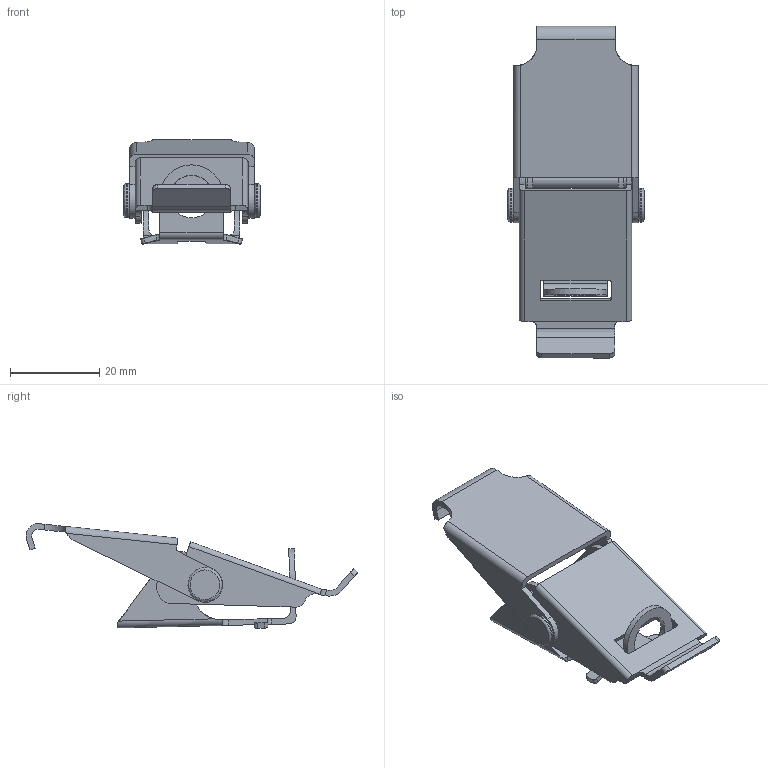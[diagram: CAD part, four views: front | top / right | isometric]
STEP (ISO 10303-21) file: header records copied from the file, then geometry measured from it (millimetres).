
FILE_DESCRIPTION (( 'STEP AP214' ), '1' );
FILE_NAME ('FRHPLKIT.STEP', '2020-10-06T14:57:58', ( '' ), ( '' ), 'SwSTEP 2.0', 'SolidWorks 2019', '' );
FILE_SCHEMA (( 'AUTOMOTIVE_DESIGN' ));
Length unit declared in the file: inch
Products named in the file (1): FRHPLKIT
Bounding box: 30.48 x 74.23 x 23.4 mm (x, y, z)
Volume: 5462.6 mm3; surface area: 9308.5 mm2
Topology: 5 solids, 5 shells, 158 faces, 423 edges, 279 vertices
Faces by surface type: plane 83, cylinder 68, bspline 4, cone 3
Full cylindrical faces by diameter (mm): 3.175 x1, 3.429 x9, 3.81 x1, 4.191 x1, 7.62 x2, 9.525 x1
Entity records: 5356 total; most frequent: CARTESIAN_POINT 1371, DIRECTION 806, ORIENTED_EDGE 786, EDGE_CURVE 393, AXIS2_PLACEMENT_3D 284, VERTEX_POINT 271, LINE 238, VECTOR 238
